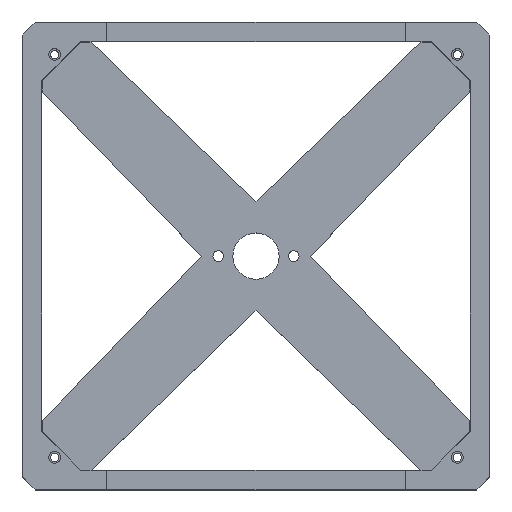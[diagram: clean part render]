
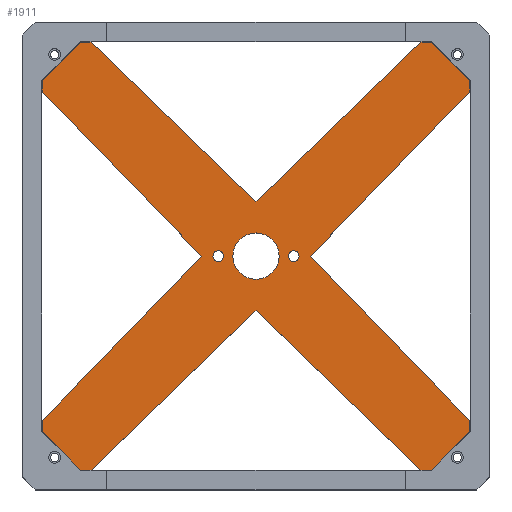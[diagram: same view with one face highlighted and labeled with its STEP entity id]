
A CAD part, top view. The second image highlights one B-rep face of the part: STEP entity #1911.
In plain terms, the highlighted planar face has unit normal (0, 0, 1).
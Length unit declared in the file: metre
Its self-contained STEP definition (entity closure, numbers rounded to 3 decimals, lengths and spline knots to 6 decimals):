
#186=LINE('',#2893,#422);
#189=LINE('',#2904,#425);
#192=LINE('',#2912,#428);
#200=LINE('',#2931,#436);
#207=LINE('',#2972,#443);
#208=LINE('',#2974,#444);
#209=LINE('',#2976,#445);
#210=LINE('',#2978,#446);
#211=LINE('',#2980,#447);
#212=LINE('',#2981,#448);
#213=LINE('',#2983,#449);
#214=LINE('',#2985,#450);
#215=LINE('',#2987,#451);
#216=LINE('',#2988,#452);
#217=LINE('',#2990,#453);
#218=LINE('',#2992,#454);
#219=LINE('',#2994,#455);
#220=LINE('',#2995,#456);
#221=LINE('',#2997,#457);
#222=LINE('',#2999,#458);
#422=VECTOR('',#2328,1.);
#425=VECTOR('',#2341,1.);
#428=VECTOR('',#2350,1.);
#436=VECTOR('',#2368,1.);
#443=VECTOR('',#2423,1.);
#444=VECTOR('',#2424,1.);
#445=VECTOR('',#2425,1.);
#446=VECTOR('',#2426,1.);
#447=VECTOR('',#2427,1.);
#448=VECTOR('',#2428,1.);
#449=VECTOR('',#2429,1.);
#450=VECTOR('',#2430,1.);
#451=VECTOR('',#2431,1.);
#452=VECTOR('',#2432,1.);
#453=VECTOR('',#2433,1.);
#454=VECTOR('',#2434,1.);
#455=VECTOR('',#2435,1.);
#456=VECTOR('',#2436,1.);
#457=VECTOR('',#2437,1.);
#458=VECTOR('',#2438,1.);
#855=ORIENTED_EDGE('',*,*,#1227,.F.);
#856=ORIENTED_EDGE('',*,*,#1228,.F.);
#857=ORIENTED_EDGE('',*,*,#1229,.F.);
#858=ORIENTED_EDGE('',*,*,#1230,.T.);
#859=ORIENTED_EDGE('',*,*,#1195,.T.);
#860=ORIENTED_EDGE('',*,*,#1231,.T.);
#861=ORIENTED_EDGE('',*,*,#1232,.T.);
#862=ORIENTED_EDGE('',*,*,#1233,.F.);
#863=ORIENTED_EDGE('',*,*,#1234,.F.);
#864=ORIENTED_EDGE('',*,*,#1200,.F.);
#865=ORIENTED_EDGE('',*,*,#1235,.F.);
#866=ORIENTED_EDGE('',*,*,#1236,.T.);
#867=ORIENTED_EDGE('',*,*,#1237,.F.);
#868=ORIENTED_EDGE('',*,*,#1238,.T.);
#869=ORIENTED_EDGE('',*,*,#1214,.T.);
#870=ORIENTED_EDGE('',*,*,#1239,.T.);
#871=ORIENTED_EDGE('',*,*,#1240,.T.);
#872=ORIENTED_EDGE('',*,*,#1241,.F.);
#873=ORIENTED_EDGE('',*,*,#1242,.F.);
#874=ORIENTED_EDGE('',*,*,#1204,.F.);
#875=ORIENTED_EDGE('',*,*,#1243,.F.);
#876=ORIENTED_EDGE('',*,*,#1244,.T.);
#877=ORIENTED_EDGE('',*,*,#1245,.F.);
#1195=EDGE_CURVE('',#1417,#1418,#186,.T.);
#1200=EDGE_CURVE('',#1314,#1312,#189,.T.);
#1204=EDGE_CURVE('',#1423,#1424,#192,.T.);
#1214=EDGE_CURVE('',#1428,#1429,#200,.T.);
#1227=EDGE_CURVE('',#1437,#1437,#1495,.T.);
#1228=EDGE_CURVE('',#1438,#1438,#1496,.T.);
#1229=EDGE_CURVE('',#1439,#1439,#1497,.T.);
#1230=EDGE_CURVE('',#1440,#1417,#207,.T.);
#1231=EDGE_CURVE('',#1418,#1441,#208,.T.);
#1232=EDGE_CURVE('',#1441,#1442,#209,.T.);
#1233=EDGE_CURVE('',#1443,#1442,#210,.T.);
#1234=EDGE_CURVE('',#1312,#1443,#211,.T.);
#1235=EDGE_CURVE('',#1444,#1314,#212,.T.);
#1236=EDGE_CURVE('',#1444,#1445,#213,.T.);
#1237=EDGE_CURVE('',#1446,#1445,#214,.T.);
#1238=EDGE_CURVE('',#1446,#1428,#215,.T.);
#1239=EDGE_CURVE('',#1429,#1447,#216,.T.);
#1240=EDGE_CURVE('',#1447,#1448,#217,.T.);
#1241=EDGE_CURVE('',#1449,#1448,#218,.T.);
#1242=EDGE_CURVE('',#1424,#1449,#219,.T.);
#1243=EDGE_CURVE('',#1450,#1423,#220,.T.);
#1244=EDGE_CURVE('',#1450,#1451,#221,.T.);
#1245=EDGE_CURVE('',#1440,#1451,#222,.T.);
#1312=VERTEX_POINT('',#2602);
#1314=VERTEX_POINT('',#2606);
#1417=VERTEX_POINT('',#2889);
#1418=VERTEX_POINT('',#2892);
#1423=VERTEX_POINT('',#2911);
#1424=VERTEX_POINT('',#2913);
#1428=VERTEX_POINT('',#2927);
#1429=VERTEX_POINT('',#2930);
#1437=VERTEX_POINT('',#2967);
#1438=VERTEX_POINT('',#2969);
#1439=VERTEX_POINT('',#2971);
#1440=VERTEX_POINT('',#2973);
#1441=VERTEX_POINT('',#2975);
#1442=VERTEX_POINT('',#2977);
#1443=VERTEX_POINT('',#2979);
#1444=VERTEX_POINT('',#2982);
#1445=VERTEX_POINT('',#2984);
#1446=VERTEX_POINT('',#2986);
#1447=VERTEX_POINT('',#2989);
#1448=VERTEX_POINT('',#2991);
#1449=VERTEX_POINT('',#2993);
#1450=VERTEX_POINT('',#2996);
#1451=VERTEX_POINT('',#2998);
#1495=CIRCLE('',#2035,0.002075);
#1496=CIRCLE('',#2036,0.002075);
#1497=CIRCLE('',#2037,0.0089);
#1589=EDGE_LOOP('',(#855));
#1590=EDGE_LOOP('',(#856));
#1591=EDGE_LOOP('',(#857));
#1592=EDGE_LOOP('',(#858,#859,#860,#861,#862,#863,#864,#865,#866,#867,#868,
#869,#870,#871,#872,#873,#874,#875,#876,#877));
#1721=FACE_BOUND('',#1589,.T.);
#1722=FACE_BOUND('',#1590,.T.);
#1723=FACE_BOUND('',#1591,.T.);
#1724=FACE_BOUND('',#1592,.T.);
#1828=PLANE('',#2034);
#1911=ADVANCED_FACE('',(#1721,#1722,#1723,#1724),#1828,.T.);
#2034=AXIS2_PLACEMENT_3D('',#2965,#2415,#2416);
#2035=AXIS2_PLACEMENT_3D('',#2966,#2417,#2418);
#2036=AXIS2_PLACEMENT_3D('',#2968,#2419,#2420);
#2037=AXIS2_PLACEMENT_3D('',#2970,#2421,#2422);
#2328=DIRECTION('',(-0.707,-0.707,0.));
#2341=DIRECTION('',(-0.707,0.707,0.));
#2350=DIRECTION('',(0.707,-0.707,0.));
#2368=DIRECTION('',(0.707,0.707,0.));
#2415=DIRECTION('',(0.,0.,1.));
#2416=DIRECTION('',(1.,0.,0.));
#2417=DIRECTION('',(0.,0.,1.));
#2418=DIRECTION('',(1.,0.,0.));
#2419=DIRECTION('',(0.,0.,1.));
#2420=DIRECTION('',(1.,0.,0.));
#2421=DIRECTION('',(0.,0.,1.));
#2422=DIRECTION('',(1.,0.,0.));
#2423=DIRECTION('',(-1.,0.,0.));
#2424=DIRECTION('',(0.,-1.,0.));
#2425=DIRECTION('',(0.695,-0.719,0.));
#2426=DIRECTION('',(0.695,0.719,0.));
#2427=DIRECTION('',(0.,1.,0.));
#2428=DIRECTION('',(-1.,0.,0.));
#2429=DIRECTION('',(0.719,0.695,0.));
#2430=DIRECTION('',(-0.719,0.695,0.));
#2431=DIRECTION('',(1.,0.,0.));
#2432=DIRECTION('',(0.,1.,0.));
#2433=DIRECTION('',(-0.695,0.719,0.));
#2434=DIRECTION('',(-0.695,-0.719,0.));
#2435=DIRECTION('',(0.,-1.,0.));
#2436=DIRECTION('',(1.,0.,0.));
#2437=DIRECTION('',(-0.719,-0.695,0.));
#2438=DIRECTION('',(0.719,-0.695,0.));
#2602=CARTESIAN_POINT('',(-0.08235,-0.06765,-0.0155));
#2606=CARTESIAN_POINT('',(-0.06765,-0.08235,-0.0155));
#2889=CARTESIAN_POINT('',(-0.06765,0.08235,-0.0155));
#2892=CARTESIAN_POINT('',(-0.08235,0.06765,-0.0155));
#2893=CARTESIAN_POINT('',(-0.075,0.075,-0.0155));
#2904=CARTESIAN_POINT('',(-0.075,-0.075,-0.0155));
#2911=CARTESIAN_POINT('',(0.06765,0.08235,-0.0155));
#2912=CARTESIAN_POINT('',(0.075,0.075,-0.0155));
#2913=CARTESIAN_POINT('',(0.08235,0.06765,-0.0155));
#2927=CARTESIAN_POINT('',(0.06765,-0.08235,-0.0155));
#2930=CARTESIAN_POINT('',(0.08235,-0.06765,-0.0155));
#2931=CARTESIAN_POINT('',(0.075,-0.075,-0.0155));
#2965=CARTESIAN_POINT('',(0.,0.,-0.0155));
#2966=CARTESIAN_POINT('',(-0.0145,0.,-0.0155));
#2967=CARTESIAN_POINT('',(-0.012425,0.,-0.0155));
#2968=CARTESIAN_POINT('',(0.0145,0.,-0.0155));
#2969=CARTESIAN_POINT('',(0.016575,0.,-0.0155));
#2970=CARTESIAN_POINT('',(0.,0.,-0.0155));
#2971=CARTESIAN_POINT('',(0.0089,0.,-0.0155));
#2972=CARTESIAN_POINT('',(-0.071925,0.08235,-0.0155));
#2973=CARTESIAN_POINT('',(-0.0635,0.08235,-0.0155));
#2974=CARTESIAN_POINT('',(-0.08235,0.071925,-0.0155));
#2975=CARTESIAN_POINT('',(-0.08235,0.0635,-0.0155));
#2976=CARTESIAN_POINT('',(-0.051675,0.03175,-0.0155));
#2977=CARTESIAN_POINT('',(-0.021,0.,-0.0155));
#2978=CARTESIAN_POINT('',(-0.051675,-0.03175,-0.0155));
#2979=CARTESIAN_POINT('',(-0.08235,-0.0635,-0.0155));
#2980=CARTESIAN_POINT('',(-0.08235,-0.071925,-0.0155));
#2981=CARTESIAN_POINT('',(-0.071925,-0.08235,-0.0155));
#2982=CARTESIAN_POINT('',(-0.0635,-0.08235,-0.0155));
#2983=CARTESIAN_POINT('',(-0.03175,-0.051675,-0.0155));
#2984=CARTESIAN_POINT('',(0.,-0.021,-0.0155));
#2985=CARTESIAN_POINT('',(0.03175,-0.051675,-0.0155));
#2986=CARTESIAN_POINT('',(0.0635,-0.08235,-0.0155));
#2987=CARTESIAN_POINT('',(0.071925,-0.08235,-0.0155));
#2988=CARTESIAN_POINT('',(0.08235,-0.071925,-0.0155));
#2989=CARTESIAN_POINT('',(0.08235,-0.0635,-0.0155));
#2990=CARTESIAN_POINT('',(0.051675,-0.03175,-0.0155));
#2991=CARTESIAN_POINT('',(0.021,0.,-0.0155));
#2992=CARTESIAN_POINT('',(0.051675,0.03175,-0.0155));
#2993=CARTESIAN_POINT('',(0.08235,0.0635,-0.0155));
#2994=CARTESIAN_POINT('',(0.08235,0.071925,-0.0155));
#2995=CARTESIAN_POINT('',(0.071925,0.08235,-0.0155));
#2996=CARTESIAN_POINT('',(0.0635,0.08235,-0.0155));
#2997=CARTESIAN_POINT('',(0.03175,0.051675,-0.0155));
#2998=CARTESIAN_POINT('',(0.,0.021,-0.0155));
#2999=CARTESIAN_POINT('',(-0.03175,0.051675,-0.0155));
